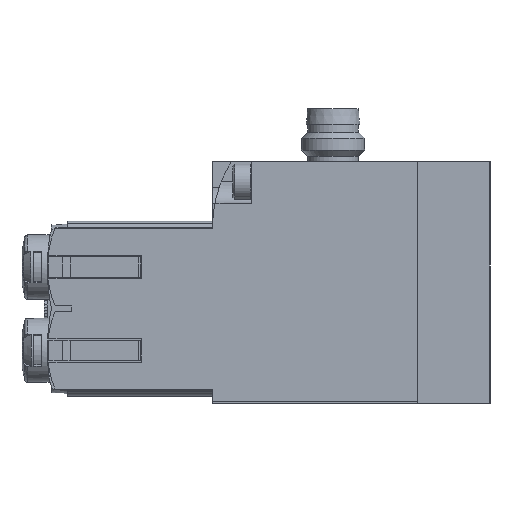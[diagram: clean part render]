
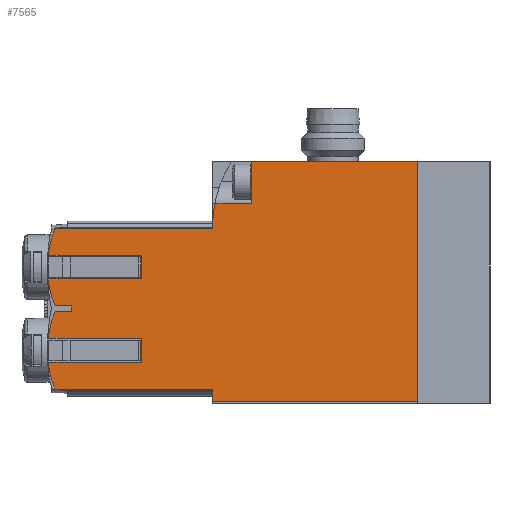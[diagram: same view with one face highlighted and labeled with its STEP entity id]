
A CAD part, left-side view. The second image highlights one B-rep face of the part: STEP entity #7565.
In plain terms, the highlighted planar face has unit normal (-1, 0, 0).
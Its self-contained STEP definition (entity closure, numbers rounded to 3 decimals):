
#203=LINE('',#11946,#812);
#215=LINE('',#11969,#824);
#216=LINE('',#11971,#825);
#217=LINE('',#11975,#826);
#218=LINE('',#11977,#827);
#219=LINE('',#11979,#828);
#220=LINE('',#11983,#829);
#221=LINE('',#11985,#830);
#222=LINE('',#11987,#831);
#223=LINE('',#11991,#832);
#224=LINE('',#11993,#833);
#225=LINE('',#11995,#834);
#226=LINE('',#11999,#835);
#227=LINE('',#12001,#836);
#228=LINE('',#12003,#837);
#229=LINE('',#12005,#838);
#230=LINE('',#12006,#839);
#812=VECTOR('',#9358,1000.);
#824=VECTOR('',#9374,1000.);
#825=VECTOR('',#9375,1000.);
#826=VECTOR('',#9378,1000.);
#827=VECTOR('',#9379,1000.);
#828=VECTOR('',#9380,1000.);
#829=VECTOR('',#9383,1000.);
#830=VECTOR('',#9384,1000.);
#831=VECTOR('',#9385,1000.);
#832=VECTOR('',#9388,1000.);
#833=VECTOR('',#9389,1000.);
#834=VECTOR('',#9390,1000.);
#835=VECTOR('',#9393,1000.);
#836=VECTOR('',#9394,1000.);
#837=VECTOR('',#9395,1000.);
#838=VECTOR('',#9396,1000.);
#839=VECTOR('',#9397,1000.);
#1388=PLANE('',#8214);
#2160=ORIENTED_EDGE('',*,*,#4051,.F.);
#2161=ORIENTED_EDGE('',*,*,#4030,.F.);
#2162=ORIENTED_EDGE('',*,*,#4052,.F.);
#2163=ORIENTED_EDGE('',*,*,#4053,.F.);
#2164=ORIENTED_EDGE('',*,*,#4054,.F.);
#2165=ORIENTED_EDGE('',*,*,#4055,.F.);
#2166=ORIENTED_EDGE('',*,*,#4056,.F.);
#2167=ORIENTED_EDGE('',*,*,#4057,.F.);
#2168=ORIENTED_EDGE('',*,*,#4058,.F.);
#2169=ORIENTED_EDGE('',*,*,#4059,.F.);
#2170=ORIENTED_EDGE('',*,*,#4060,.F.);
#2171=ORIENTED_EDGE('',*,*,#4061,.F.);
#2172=ORIENTED_EDGE('',*,*,#4062,.F.);
#2173=ORIENTED_EDGE('',*,*,#4063,.F.);
#2174=ORIENTED_EDGE('',*,*,#4064,.F.);
#2175=ORIENTED_EDGE('',*,*,#4065,.F.);
#2176=ORIENTED_EDGE('',*,*,#4066,.F.);
#2177=ORIENTED_EDGE('',*,*,#4067,.F.);
#2178=ORIENTED_EDGE('',*,*,#4068,.F.);
#2179=ORIENTED_EDGE('',*,*,#4069,.F.);
#2180=ORIENTED_EDGE('',*,*,#4039,.F.);
#2181=ORIENTED_EDGE('',*,*,#4070,.F.);
#4030=EDGE_CURVE('',#5047,#5048,#5735,.T.);
#4039=EDGE_CURVE('',#5055,#5056,#203,.T.);
#4051=EDGE_CURVE('',#5048,#5065,#215,.T.);
#4052=EDGE_CURVE('',#5066,#5047,#216,.T.);
#4053=EDGE_CURVE('',#5067,#5066,#5738,.T.);
#4054=EDGE_CURVE('',#5068,#5067,#217,.T.);
#4055=EDGE_CURVE('',#5069,#5068,#218,.T.);
#4056=EDGE_CURVE('',#5070,#5069,#219,.T.);
#4057=EDGE_CURVE('',#5071,#5070,#5739,.T.);
#4058=EDGE_CURVE('',#5072,#5071,#220,.T.);
#4059=EDGE_CURVE('',#5073,#5072,#221,.T.);
#4060=EDGE_CURVE('',#5074,#5073,#222,.T.);
#4061=EDGE_CURVE('',#5075,#5074,#5740,.T.);
#4062=EDGE_CURVE('',#5076,#5075,#223,.T.);
#4063=EDGE_CURVE('',#5077,#5076,#224,.T.);
#4064=EDGE_CURVE('',#5078,#5077,#225,.T.);
#4065=EDGE_CURVE('',#5079,#5078,#5741,.T.);
#4066=EDGE_CURVE('',#5080,#5079,#226,.T.);
#4067=EDGE_CURVE('',#5081,#5080,#227,.T.);
#4068=EDGE_CURVE('',#5082,#5081,#228,.T.);
#4069=EDGE_CURVE('',#5056,#5082,#229,.T.);
#4070=EDGE_CURVE('',#5065,#5055,#230,.T.);
#5047=VERTEX_POINT('',#11923);
#5048=VERTEX_POINT('',#11925);
#5055=VERTEX_POINT('',#11945);
#5056=VERTEX_POINT('',#11947);
#5065=VERTEX_POINT('',#11970);
#5066=VERTEX_POINT('',#11972);
#5067=VERTEX_POINT('',#11974);
#5068=VERTEX_POINT('',#11976);
#5069=VERTEX_POINT('',#11978);
#5070=VERTEX_POINT('',#11980);
#5071=VERTEX_POINT('',#11982);
#5072=VERTEX_POINT('',#11984);
#5073=VERTEX_POINT('',#11986);
#5074=VERTEX_POINT('',#11988);
#5075=VERTEX_POINT('',#11990);
#5076=VERTEX_POINT('',#11992);
#5077=VERTEX_POINT('',#11994);
#5078=VERTEX_POINT('',#11996);
#5079=VERTEX_POINT('',#11998);
#5080=VERTEX_POINT('',#12000);
#5081=VERTEX_POINT('',#12002);
#5082=VERTEX_POINT('',#12004);
#5735=CIRCLE('',#8209,16.);
#5738=CIRCLE('',#8215,12.5);
#5739=CIRCLE('',#8216,12.5);
#5740=CIRCLE('',#8217,12.5);
#5741=CIRCLE('',#8218,12.5);
#6178=EDGE_LOOP('',(#2160,#2161,#2162,#2163,#2164,#2165,#2166,#2167,#2168,
#2169,#2170,#2171,#2172,#2173,#2174,#2175,#2176,#2177,#2178,#2179,#2180,
#2181));
#6878=FACE_BOUND('',#6178,.T.);
#7565=ADVANCED_FACE('',(#6878),#1388,.F.);
#8209=AXIS2_PLACEMENT_3D('',#11924,#9345,#9346);
#8214=AXIS2_PLACEMENT_3D('',#11968,#9372,#9373);
#8215=AXIS2_PLACEMENT_3D('',#11973,#9376,#9377);
#8216=AXIS2_PLACEMENT_3D('',#11981,#9381,#9382);
#8217=AXIS2_PLACEMENT_3D('',#11989,#9386,#9387);
#8218=AXIS2_PLACEMENT_3D('',#11997,#9391,#9392);
#9345=DIRECTION('',(1.,0.,0.));
#9346=DIRECTION('',(0.,0.,-1.));
#9358=DIRECTION('',(0.,-1.,0.));
#9372=DIRECTION('',(1.,0.,0.));
#9373=DIRECTION('',(0.,0.,-1.));
#9374=DIRECTION('',(0.,-1.,0.));
#9375=DIRECTION('',(0.,-1.,0.));
#9376=DIRECTION('',(1.,0.,0.));
#9377=DIRECTION('',(0.,0.,-1.));
#9378=DIRECTION('',(0.,1.,0.));
#9379=DIRECTION('',(0.,0.,1.));
#9380=DIRECTION('',(0.,-1.,0.));
#9381=DIRECTION('',(1.,0.,0.));
#9382=DIRECTION('',(0.,0.,-1.));
#9383=DIRECTION('',(0.,1.,0.));
#9384=DIRECTION('',(0.,0.,1.));
#9385=DIRECTION('',(0.,-1.,0.));
#9386=DIRECTION('',(1.,0.,0.));
#9387=DIRECTION('',(0.,0.,-1.));
#9388=DIRECTION('',(0.,1.,0.));
#9389=DIRECTION('',(0.,0.,1.));
#9390=DIRECTION('',(0.,-1.,0.));
#9391=DIRECTION('',(1.,0.,0.));
#9392=DIRECTION('',(0.,0.,-1.));
#9393=DIRECTION('',(0.,1.,0.));
#9394=DIRECTION('',(0.,0.,1.));
#9395=DIRECTION('',(0.,1.,0.));
#9396=DIRECTION('',(0.,0.,-1.));
#9397=DIRECTION('',(0.,0.,1.));
#11923=CARTESIAN_POINT('',(0.,25.9,6.7));
#11924=CARTESIAN_POINT('',(0.,9.9,6.704));
#11925=CARTESIAN_POINT('',(0.,25.598,9.8));
#11945=CARTESIAN_POINT('',(0.,21.,15.1));
#11946=CARTESIAN_POINT('',(0.,23.52,15.1));
#11947=CARTESIAN_POINT('',(0.,0.,15.1));
#11968=CARTESIAN_POINT('',(0.,9.9,6.704));
#11969=CARTESIAN_POINT('',(0.,9.9,9.8));
#11970=CARTESIAN_POINT('',(0.,21.,9.8));
#11971=CARTESIAN_POINT('',(0.,45.75,6.7));
#11972=CARTESIAN_POINT('',(0.,45.75,6.7));
#11973=CARTESIAN_POINT('',(0.,34.25,1.8));
#11974=CARTESIAN_POINT('',(0.,46.66,3.3));
#11975=CARTESIAN_POINT('',(0.,34.9,3.3));
#11976=CARTESIAN_POINT('',(0.,34.9,3.3));
#11977=CARTESIAN_POINT('',(0.,34.9,0.3));
#11978=CARTESIAN_POINT('',(0.,34.9,0.3));
#11979=CARTESIAN_POINT('',(0.,46.66,0.3));
#11980=CARTESIAN_POINT('',(0.,46.66,0.3));
#11981=CARTESIAN_POINT('',(0.,34.25,1.8));
#11982=CARTESIAN_POINT('',(0.,45.75,-3.1));
#11983=CARTESIAN_POINT('',(0.,43.72,-3.1));
#11984=CARTESIAN_POINT('',(0.,43.72,-3.1));
#11985=CARTESIAN_POINT('',(0.,43.72,-3.8));
#11986=CARTESIAN_POINT('',(0.,43.72,-3.8));
#11987=CARTESIAN_POINT('',(0.,45.75,-3.8));
#11988=CARTESIAN_POINT('',(0.,45.75,-3.8));
#11989=CARTESIAN_POINT('',(0.,34.25,-8.7));
#11990=CARTESIAN_POINT('',(0.,46.66,-7.2));
#11991=CARTESIAN_POINT('',(0.,34.9,-7.2));
#11992=CARTESIAN_POINT('',(0.,34.9,-7.2));
#11993=CARTESIAN_POINT('',(0.,34.9,-10.2));
#11994=CARTESIAN_POINT('',(0.,34.9,-10.2));
#11995=CARTESIAN_POINT('',(0.,46.66,-10.2));
#11996=CARTESIAN_POINT('',(0.,46.66,-10.2));
#11997=CARTESIAN_POINT('',(0.,34.25,-8.7));
#11998=CARTESIAN_POINT('',(0.,45.75,-13.6));
#11999=CARTESIAN_POINT('',(0.,25.9,-13.6));
#12000=CARTESIAN_POINT('',(0.,25.9,-13.6));
#12001=CARTESIAN_POINT('',(0.,25.9,-15.1));
#12002=CARTESIAN_POINT('',(0.,25.9,-15.1));
#12003=CARTESIAN_POINT('',(0.,0.,-15.1));
#12004=CARTESIAN_POINT('',(0.,0.,-15.1));
#12005=CARTESIAN_POINT('',(0.,0.,15.1));
#12006=CARTESIAN_POINT('',(0.,21.,6.704));
